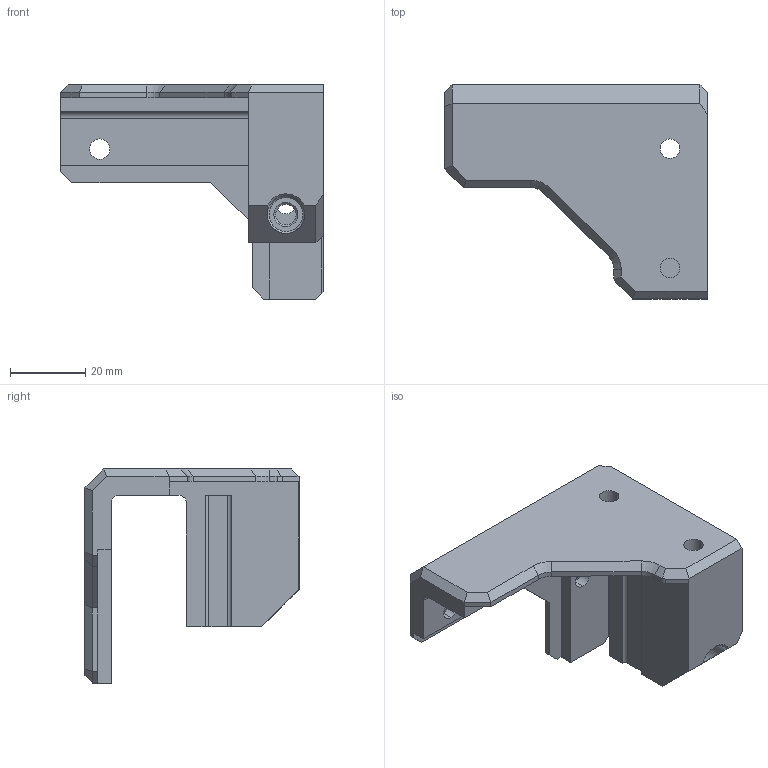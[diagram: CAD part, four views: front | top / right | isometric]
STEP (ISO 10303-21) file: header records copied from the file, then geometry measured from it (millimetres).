
FILE_DESCRIPTION (( 'STEP AP214' ), '1' );
FILE_NAME ('right hinge part frame V3.STEP', '2021-07-25T18:13:04', ( '' ), ( '' ), 'SwSTEP 2.0', 'SolidWorks 2020', '' );
FILE_SCHEMA (( 'AUTOMOTIVE_DESIGN' ));
Length unit declared in the file: millimetre
Products named in the file (1): right hinge part frame V3
Bounding box: 70 x 57 x 57 mm (x, y, z)
Volume: 46307.3 mm3; surface area: 15393.8 mm2
Topology: 1 solids, 1 shells, 103 faces, 255 edges, 157 vertices
Faces by surface type: plane 58, cylinder 23, cone 22
Entity records: 3058 total; most frequent: CARTESIAN_POINT 534, DIRECTION 526, ORIENTED_EDGE 510, EDGE_CURVE 255, VECTOR 180, LINE 180, AXIS2_PLACEMENT_3D 173, VERTEX_POINT 157
